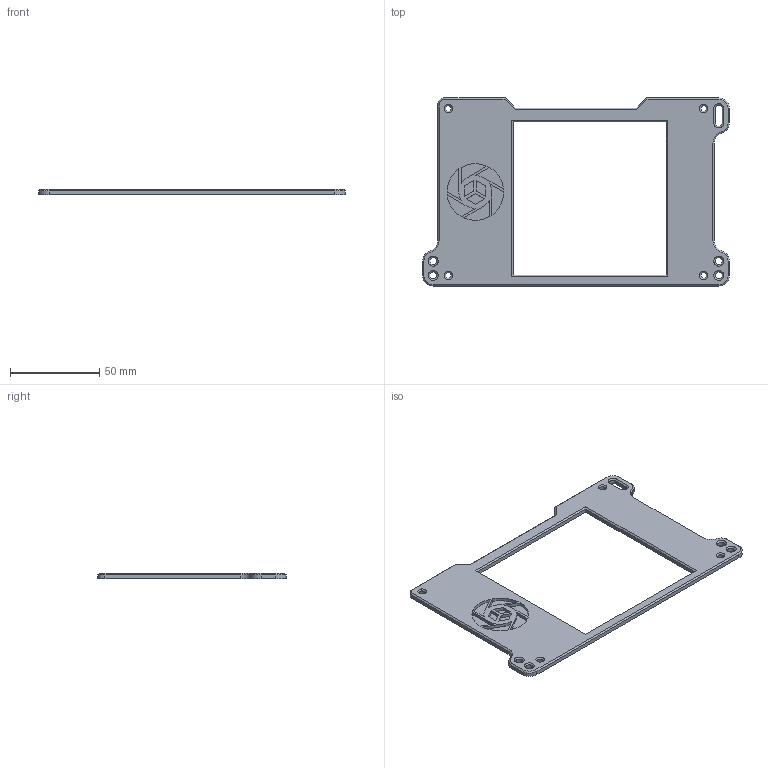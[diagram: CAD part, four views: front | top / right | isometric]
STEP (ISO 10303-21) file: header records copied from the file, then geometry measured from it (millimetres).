
FILE_DESCRIPTION( ( '' ), ' ' );
FILE_NAME( '5d96d01a868b751601ed7670.step', '2019-10-04T04:52:42', ( '' ), ( '' ), ' ', ' ', ' ' );
FILE_SCHEMA( ( 'AUTOMOTIVE_DESIGN { 1 0 10303 214 1 1 1 1 }' ) );
Length unit declared in the file: metre
Products named in the file (1): Lid
Bounding box: 172 x 105.5 x 3 mm (x, y, z)
Volume: 25367.1 mm3; surface area: 20940 mm2
Topology: 1 solids, 1 shells, 121 faces, 293 edges, 183 vertices
Faces by surface type: plane 69, cylinder 32, cone 20
Full cylindrical faces by diameter (mm): 3.2 x4, 4 x4
Entity records: 4439 total; most frequent: DIRECTION 605, CARTESIAN_POINT 582, ORIENTED_EDGE 554, EDGE_CURVE 277, AXIS2_PLACEMENT_3D 206, LINE 193, VECTOR 193, VERTEX_POINT 183
